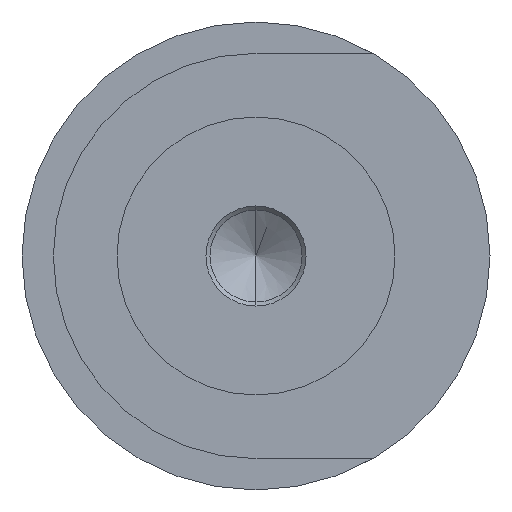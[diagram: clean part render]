
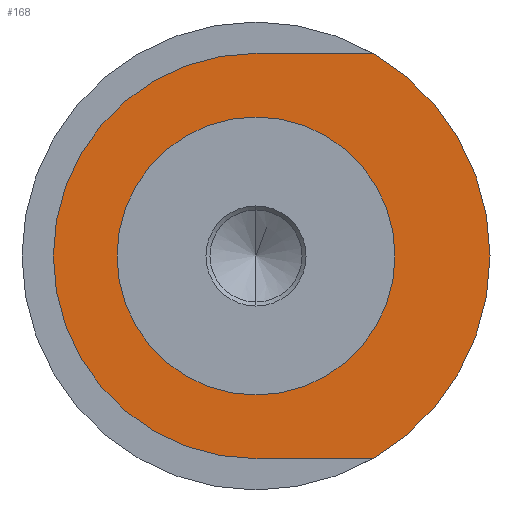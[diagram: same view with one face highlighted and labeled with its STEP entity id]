
A CAD part, left-side view. The second image highlights one B-rep face of the part: STEP entity #168.
In plain terms, the highlighted planar face has unit normal (-1, 0, 0).
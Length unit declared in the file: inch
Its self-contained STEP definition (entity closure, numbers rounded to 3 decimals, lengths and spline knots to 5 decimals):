
#30 = CARTESIAN_POINT ( 'NONE',  ( -2.79528, 0., 0. ) ) ;
#39 = FACE_OUTER_BOUND ( 'NONE', #603, .T. ) ;
#49 = ORIENTED_EDGE ( 'NONE', *, *, #326, .T. ) ;
#85 = CARTESIAN_POINT ( 'NONE',  ( -2.79528, -0.5, 0. ) ) ;
#89 = ORIENTED_EDGE ( 'NONE', *, *, #97, .F. ) ;
#97 = EDGE_CURVE ( 'NONE', #744, #489, #394, .T. ) ;
#106 = FACE_BOUND ( 'NONE', #339, .T. ) ;
#146 = AXIS2_PLACEMENT_3D ( 'NONE', #201, #1019, #852 ) ;
#163 = DIRECTION ( 'NONE',  ( 0., -1., 0. ) ) ;
#168 = ADVANCED_FACE ( 'NONE', ( #106, #39 ), #433, .F. ) ;
#201 = CARTESIAN_POINT ( 'NONE',  ( -2.79528, 0., 0. ) ) ;
#255 = ORIENTED_EDGE ( 'NONE', *, *, #530, .F. ) ;
#256 = CARTESIAN_POINT ( 'NONE',  ( -2.79528, 0.297, 0. ) ) ;
#326 = EDGE_CURVE ( 'NONE', #744, #880, #420, .T. ) ;
#338 = VECTOR ( 'NONE', #981, 39.37008 ) ;
#339 = EDGE_LOOP ( 'NONE', ( #255, #800 ) ) ;
#367 = DIRECTION ( 'NONE',  ( -1., 0., 0. ) ) ;
#394 = CIRCLE ( 'NONE', #798, 0.433 ) ;
#395 = CIRCLE ( 'NONE', #782, 0.5 ) ;
#403 = EDGE_CURVE ( 'NONE', #465, #570, #395, .T. ) ;
#415 = LINE ( 'NONE', #740, #338 ) ;
#420 = LINE ( 'NONE', #901, #581 ) ;
#433 = PLANE ( 'NONE',  #146 ) ;
#455 = CARTESIAN_POINT ( 'NONE',  ( -2.79528, 0., 0. ) ) ;
#458 = AXIS2_PLACEMENT_3D ( 'NONE', #455, #786, #795 ) ;
#465 = VERTEX_POINT ( 'NONE', #996 ) ;
#467 = ORIENTED_EDGE ( 'NONE', *, *, #712, .F. ) ;
#472 = AXIS2_PLACEMENT_3D ( 'NONE', #1055, #485, #1062 ) ;
#485 = DIRECTION ( 'NONE',  ( 1., 0., 0. ) ) ;
#489 = VERTEX_POINT ( 'NONE', #697 ) ;
#519 = DIRECTION ( 'NONE',  ( 1., 0., 0. ) ) ;
#530 = EDGE_CURVE ( 'NONE', #759, #719, #654, .T. ) ;
#537 = CARTESIAN_POINT ( 'NONE',  ( -2.79528, 0., 0. ) ) ;
#548 = DIRECTION ( 'NONE',  ( 0., -1., 0. ) ) ;
#570 = VERTEX_POINT ( 'NONE', #85 ) ;
#581 = VECTOR ( 'NONE', #163, 39.37008 ) ;
#582 = CARTESIAN_POINT ( 'NONE',  ( -2.79528, 0., 0. ) ) ;
#586 = DIRECTION ( 'NONE',  ( 0., 1., 0. ) ) ;
#593 = EDGE_CURVE ( 'NONE', #570, #880, #764, .T. ) ;
#603 = EDGE_LOOP ( 'NONE', ( #49, #887, #952, #467, #89 ) ) ;
#626 = CARTESIAN_POINT ( 'NONE',  ( -2.79528, -0.25002, -0.433 ) ) ;
#654 = CIRCLE ( 'NONE', #458, 0.297 ) ;
#674 = DIRECTION ( 'NONE',  ( 0., 1., 0. ) ) ;
#697 = CARTESIAN_POINT ( 'NONE',  ( -2.79528, 0., 0.433 ) ) ;
#712 = EDGE_CURVE ( 'NONE', #489, #465, #415, .T. ) ;
#718 = AXIS2_PLACEMENT_3D ( 'NONE', #537, #367, #548 ) ;
#719 = VERTEX_POINT ( 'NONE', #720 ) ;
#720 = CARTESIAN_POINT ( 'NONE',  ( -2.79528, -0.297, 0. ) ) ;
#740 = CARTESIAN_POINT ( 'NONE',  ( -2.79528, 0., 0.433 ) ) ;
#744 = VERTEX_POINT ( 'NONE', #930 ) ;
#759 = VERTEX_POINT ( 'NONE', #256 ) ;
#764 = CIRCLE ( 'NONE', #472, 0.5 ) ;
#782 = AXIS2_PLACEMENT_3D ( 'NONE', #30, #519, #586 ) ;
#786 = DIRECTION ( 'NONE',  ( -1., 0., 0. ) ) ;
#795 = DIRECTION ( 'NONE',  ( 0., -1., 0. ) ) ;
#798 = AXIS2_PLACEMENT_3D ( 'NONE', #582, #902, #674 ) ;
#800 = ORIENTED_EDGE ( 'NONE', *, *, #849, .F. ) ;
#819 = CIRCLE ( 'NONE', #718, 0.297 ) ;
#849 = EDGE_CURVE ( 'NONE', #719, #759, #819, .T. ) ;
#852 = DIRECTION ( 'NONE',  ( 0., 1., 0. ) ) ;
#880 = VERTEX_POINT ( 'NONE', #626 ) ;
#887 = ORIENTED_EDGE ( 'NONE', *, *, #593, .F. ) ;
#901 = CARTESIAN_POINT ( 'NONE',  ( -2.79528, 0., -0.433 ) ) ;
#902 = DIRECTION ( 'NONE',  ( 1., 0., 0. ) ) ;
#930 = CARTESIAN_POINT ( 'NONE',  ( -2.79528, 0., -0.433 ) ) ;
#952 = ORIENTED_EDGE ( 'NONE', *, *, #403, .F. ) ;
#981 = DIRECTION ( 'NONE',  ( 0., -1., 0. ) ) ;
#996 = CARTESIAN_POINT ( 'NONE',  ( -2.79528, -0.25002, 0.433 ) ) ;
#1019 = DIRECTION ( 'NONE',  ( 1., 0., 0. ) ) ;
#1055 = CARTESIAN_POINT ( 'NONE',  ( -2.79528, 0., 0. ) ) ;
#1062 = DIRECTION ( 'NONE',  ( 0., 1., 0. ) ) ;
